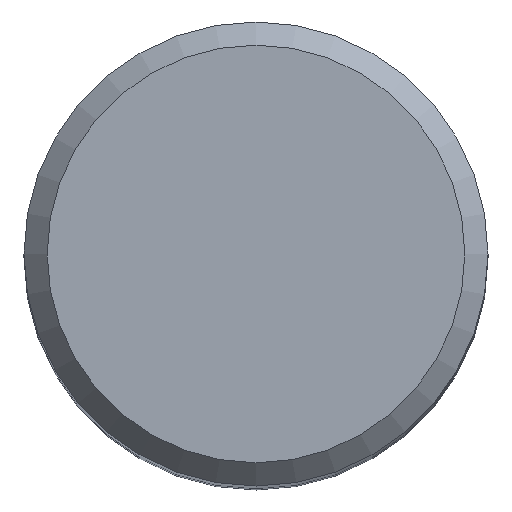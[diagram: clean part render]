
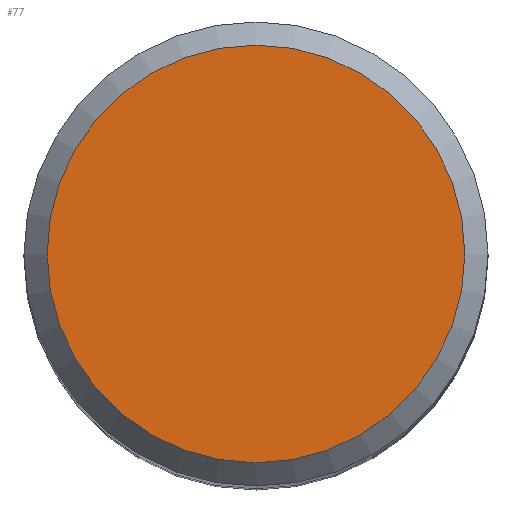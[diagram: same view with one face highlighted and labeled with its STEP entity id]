
A CAD part, top view. The second image highlights one B-rep face of the part: STEP entity #77.
In plain terms, the highlighted planar face has unit normal (0, 0, 1).
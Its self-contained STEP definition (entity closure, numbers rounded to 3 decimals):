
#56=FACE_OUTER_BOUND('',#114,.T.);
#63=PLANE('',#221);
#77=ADVANCED_FACE('',(#56),#63,.T.);
#114=EDGE_LOOP('',(#136));
#136=ORIENTED_EDGE('',*,*,#164,.F.);
#153=VERTEX_POINT('',#313);
#164=EDGE_CURVE('',#153,#153,#175,.T.);
#175=CIRCLE('',#220,6.3);
#220=AXIS2_PLACEMENT_3D('',#312,#264,#265);
#221=AXIS2_PLACEMENT_3D('',#314,#266,#267);
#264=DIRECTION('',(0.,0.,-1.));
#265=DIRECTION('',(0.,-1.,0.));
#266=DIRECTION('',(0.,0.,1.));
#267=DIRECTION('',(0.,1.,0.));
#312=CARTESIAN_POINT('',(0.,0.,44.));
#313=CARTESIAN_POINT('',(0.,-6.3,44.));
#314=CARTESIAN_POINT('',(6.3,-6.3,44.));
